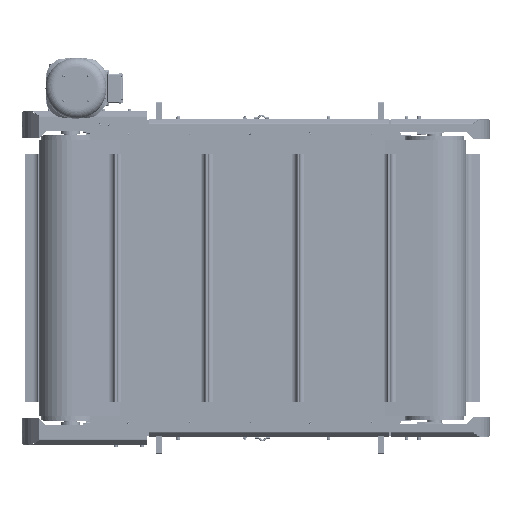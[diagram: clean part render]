
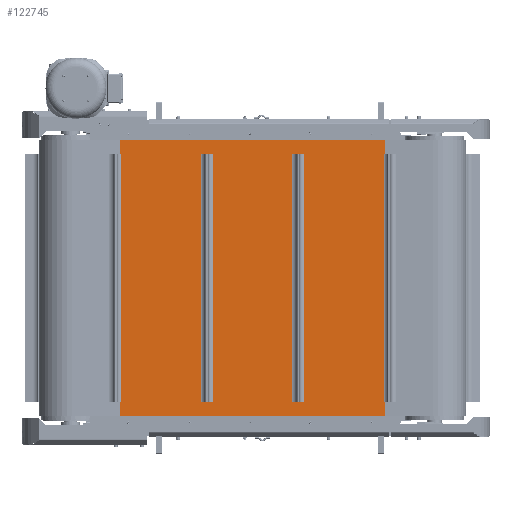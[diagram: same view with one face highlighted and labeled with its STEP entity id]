
A CAD part, left-side view. The second image highlights one B-rep face of the part: STEP entity #122745.
In plain terms, the highlighted planar face has unit normal (-1, 0, 0).
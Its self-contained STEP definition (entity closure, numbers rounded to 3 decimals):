
#2400=FACE_BOUND('',#22336,.T.);
#2401=FACE_BOUND('',#22337,.T.);
#7043=PLANE('',#133054);
#14900=FACE_OUTER_BOUND('',#22335,.T.);
#22335=EDGE_LOOP('',(#106368,#106369,#106370,#106371,#106372,#106373,#106374,
#106375,#106376,#106377,#106378,#106379));
#22336=EDGE_LOOP('',(#106380,#106381,#106382,#106383));
#22337=EDGE_LOOP('',(#106384,#106385,#106386,#106387));
#32555=LINE('',#210167,#42984);
#32561=LINE('',#210183,#42990);
#32574=LINE('',#210212,#43003);
#32576=LINE('',#210217,#43005);
#32580=LINE('',#210224,#43009);
#32581=LINE('',#210228,#43010);
#32585=LINE('',#210236,#43014);
#32598=LINE('',#210270,#43027);
#32600=LINE('',#210273,#43029);
#32601=LINE('',#210277,#43030);
#32605=LINE('',#210285,#43034);
#32618=LINE('',#210319,#43047);
#32620=LINE('',#210322,#43049);
#32621=LINE('',#210326,#43050);
#32639=LINE('',#210371,#43068);
#32642=LINE('',#210375,#43071);
#32643=LINE('',#210378,#43072);
#32644=LINE('',#210379,#43073);
#32645=LINE('',#210381,#43074);
#32646=LINE('',#210382,#43075);
#42984=VECTOR('',#162717,10.);
#42990=VECTOR('',#162729,10.);
#43003=VECTOR('',#162758,10.);
#43005=VECTOR('',#162764,10.);
#43009=VECTOR('',#162768,10.);
#43010=VECTOR('',#162771,10.);
#43014=VECTOR('',#162777,10.);
#43027=VECTOR('',#162810,10.);
#43029=VECTOR('',#162814,10.);
#43030=VECTOR('',#162817,10.);
#43034=VECTOR('',#162823,10.);
#43047=VECTOR('',#162856,10.);
#43049=VECTOR('',#162860,10.);
#43050=VECTOR('',#162863,10.);
#43068=VECTOR('',#162903,10.);
#43071=VECTOR('',#162908,10.);
#43072=VECTOR('',#162911,10.);
#43073=VECTOR('',#162912,10.);
#43074=VECTOR('',#162913,10.);
#43075=VECTOR('',#162914,10.);
#58083=VERTEX_POINT('',#210163);
#58085=VERTEX_POINT('',#210166);
#58092=VERTEX_POINT('',#210182);
#58100=VERTEX_POINT('',#210209);
#58101=VERTEX_POINT('',#210216);
#58104=VERTEX_POINT('',#210222);
#58105=VERTEX_POINT('',#210226);
#58106=VERTEX_POINT('',#210227);
#58109=VERTEX_POINT('',#210235);
#58120=VERTEX_POINT('',#210269);
#58121=VERTEX_POINT('',#210275);
#58122=VERTEX_POINT('',#210276);
#58125=VERTEX_POINT('',#210284);
#58136=VERTEX_POINT('',#210318);
#58137=VERTEX_POINT('',#210324);
#58138=VERTEX_POINT('',#210325);
#58153=VERTEX_POINT('',#210369);
#58154=VERTEX_POINT('',#210370);
#58155=VERTEX_POINT('',#210377);
#58156=VERTEX_POINT('',#210380);
#74310=EDGE_CURVE('',#58085,#58083,#32555,.T.);
#74318=EDGE_CURVE('',#58092,#58085,#32561,.T.);
#74333=EDGE_CURVE('',#58100,#58092,#32574,.T.);
#74335=EDGE_CURVE('',#58101,#58100,#32576,.T.);
#74339=EDGE_CURVE('',#58083,#58104,#32580,.T.);
#74340=EDGE_CURVE('',#58105,#58106,#32581,.T.);
#74344=EDGE_CURVE('',#58109,#58105,#32585,.T.);
#74361=EDGE_CURVE('',#58120,#58109,#32598,.T.);
#74363=EDGE_CURVE('',#58106,#58120,#32600,.T.);
#74364=EDGE_CURVE('',#58121,#58122,#32601,.T.);
#74368=EDGE_CURVE('',#58125,#58121,#32605,.T.);
#74385=EDGE_CURVE('',#58136,#58125,#32618,.T.);
#74387=EDGE_CURVE('',#58122,#58136,#32620,.T.);
#74388=EDGE_CURVE('',#58137,#58138,#32621,.T.);
#74410=EDGE_CURVE('',#58153,#58154,#32639,.T.);
#74413=EDGE_CURVE('',#58138,#58153,#32642,.T.);
#74414=EDGE_CURVE('',#58155,#58104,#32643,.T.);
#74415=EDGE_CURVE('',#58155,#58137,#32644,.T.);
#74416=EDGE_CURVE('',#58154,#58156,#32645,.T.);
#74417=EDGE_CURVE('',#58101,#58156,#32646,.T.);
#106368=ORIENTED_EDGE('',*,*,#74310,.T.);
#106369=ORIENTED_EDGE('',*,*,#74339,.T.);
#106370=ORIENTED_EDGE('',*,*,#74414,.F.);
#106371=ORIENTED_EDGE('',*,*,#74415,.T.);
#106372=ORIENTED_EDGE('',*,*,#74388,.T.);
#106373=ORIENTED_EDGE('',*,*,#74413,.T.);
#106374=ORIENTED_EDGE('',*,*,#74410,.T.);
#106375=ORIENTED_EDGE('',*,*,#74416,.T.);
#106376=ORIENTED_EDGE('',*,*,#74417,.F.);
#106377=ORIENTED_EDGE('',*,*,#74335,.T.);
#106378=ORIENTED_EDGE('',*,*,#74333,.T.);
#106379=ORIENTED_EDGE('',*,*,#74318,.T.);
#106380=ORIENTED_EDGE('',*,*,#74344,.T.);
#106381=ORIENTED_EDGE('',*,*,#74340,.T.);
#106382=ORIENTED_EDGE('',*,*,#74363,.T.);
#106383=ORIENTED_EDGE('',*,*,#74361,.T.);
#106384=ORIENTED_EDGE('',*,*,#74368,.T.);
#106385=ORIENTED_EDGE('',*,*,#74364,.T.);
#106386=ORIENTED_EDGE('',*,*,#74387,.T.);
#106387=ORIENTED_EDGE('',*,*,#74385,.T.);
#122745=ADVANCED_FACE('',(#14900,#2400,#2401),#7043,.T.);
#133054=AXIS2_PLACEMENT_3D('',#210376,#162909,#162910);
#162717=DIRECTION('',(0.,-1.,0.));
#162729=DIRECTION('',(0.,0.,1.));
#162758=DIRECTION('',(0.,1.,0.));
#162764=DIRECTION('',(0.,0.,1.));
#162768=DIRECTION('',(0.,0.,1.));
#162771=DIRECTION('',(0.,0.,1.));
#162777=DIRECTION('',(0.,1.,0.));
#162810=DIRECTION('',(0.,0.,-1.));
#162814=DIRECTION('',(0.,-1.,0.));
#162817=DIRECTION('',(0.,0.,1.));
#162823=DIRECTION('',(0.,1.,0.));
#162856=DIRECTION('',(0.,0.,-1.));
#162860=DIRECTION('',(0.,-1.,0.));
#162863=DIRECTION('',(0.,-1.,0.));
#162903=DIRECTION('',(0.,1.,0.));
#162908=DIRECTION('',(0.,0.,-1.));
#162909=DIRECTION('center_axis',(-1.,0.,0.));
#162910=DIRECTION('ref_axis',(0.,-1.,0.));
#162911=DIRECTION('',(0.,-1.,0.));
#162912=DIRECTION('',(0.,0.,-1.));
#162913=DIRECTION('',(0.,0.,-1.));
#162914=DIRECTION('',(0.,1.,0.));
#210163=CARTESIAN_POINT('',(-201.85,-501.513,450.));
#210166=CARTESIAN_POINT('',(-201.85,-497.91,450.));
#210167=CARTESIAN_POINT('',(-201.85,-31.236,450.));
#210182=CARTESIAN_POINT('',(-201.85,-497.91,-450.));
#210183=CARTESIAN_POINT('',(-201.85,-497.91,0.));
#210209=CARTESIAN_POINT('',(-201.85,-501.513,-450.));
#210212=CARTESIAN_POINT('',(-201.85,-31.236,-450.));
#210216=CARTESIAN_POINT('',(-201.85,-501.513,-500.));
#210217=CARTESIAN_POINT('',(-201.85,-501.513,0.));
#210222=CARTESIAN_POINT('',(-201.85,-501.513,500.));
#210224=CARTESIAN_POINT('',(-201.85,-501.513,0.));
#210226=CARTESIAN_POINT('',(-201.85,-166.192,-450.));
#210227=CARTESIAN_POINT('',(-201.85,-166.192,450.));
#210228=CARTESIAN_POINT('',(-201.85,-166.192,0.));
#210235=CARTESIAN_POINT('',(-201.85,-210.192,-450.));
#210236=CARTESIAN_POINT('',(-201.85,134.661,-450.));
#210269=CARTESIAN_POINT('',(-201.85,-210.192,450.));
#210270=CARTESIAN_POINT('',(-201.85,-210.192,0.));
#210273=CARTESIAN_POINT('',(-201.85,134.661,450.));
#210275=CARTESIAN_POINT('',(-201.85,165.924,-450.));
#210276=CARTESIAN_POINT('',(-201.85,165.924,450.));
#210277=CARTESIAN_POINT('',(-201.85,165.924,0.));
#210284=CARTESIAN_POINT('',(-201.85,121.924,-450.));
#210285=CARTESIAN_POINT('',(-201.85,300.719,-450.));
#210318=CARTESIAN_POINT('',(-201.85,121.924,450.));
#210319=CARTESIAN_POINT('',(-201.85,121.924,0.));
#210322=CARTESIAN_POINT('',(-201.85,300.719,450.));
#210324=CARTESIAN_POINT('',(-201.85,457.513,450.));
#210325=CARTESIAN_POINT('',(-201.85,453.641,450.));
#210326=CARTESIAN_POINT('',(-201.85,466.615,450.));
#210369=CARTESIAN_POINT('',(-201.85,453.641,-450.));
#210370=CARTESIAN_POINT('',(-201.85,457.513,-450.));
#210371=CARTESIAN_POINT('',(-201.85,466.615,-450.));
#210375=CARTESIAN_POINT('',(-201.85,453.641,0.));
#210376=CARTESIAN_POINT('Origin',(-201.85,457.513,0.));
#210377=CARTESIAN_POINT('',(-201.85,457.513,500.));
#210378=CARTESIAN_POINT('',(-201.85,457.513,500.));
#210379=CARTESIAN_POINT('',(-201.85,457.513,0.));
#210380=CARTESIAN_POINT('',(-201.85,457.513,-500.));
#210381=CARTESIAN_POINT('',(-201.85,457.513,0.));
#210382=CARTESIAN_POINT('',(-201.85,457.513,-500.));
